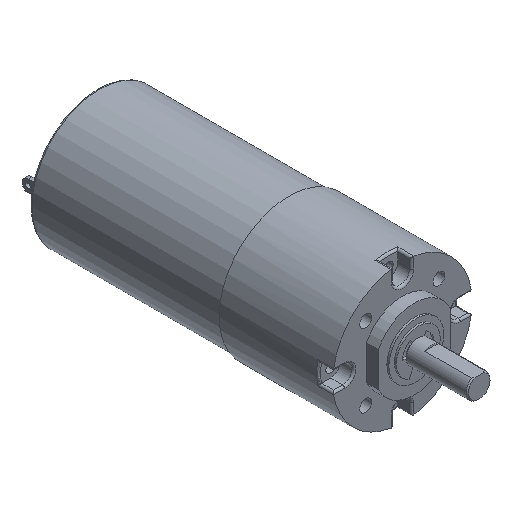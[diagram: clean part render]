
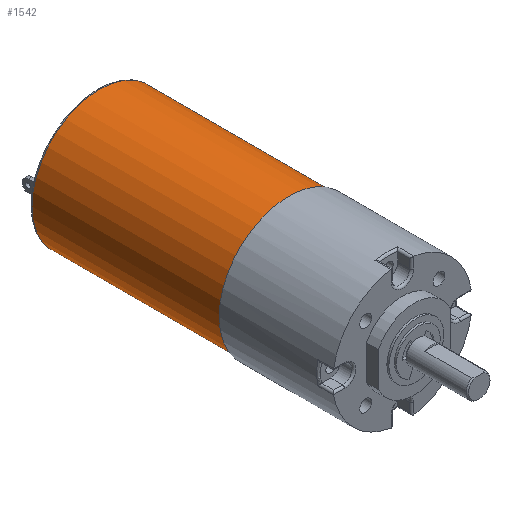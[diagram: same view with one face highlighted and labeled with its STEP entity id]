
A CAD part, isometric view. The second image highlights one B-rep face of the part: STEP entity #1542.
In plain terms, the highlighted cylindrical face has radius 17 mm (diameter 34 mm), a full revolution.
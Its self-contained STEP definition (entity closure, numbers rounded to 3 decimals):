
#1511=CARTESIAN_POINT('',(17.0,76.0,0.));
#1512=VERTEX_POINT('',#1511);
#1513=CARTESIAN_POINT('',(0.0,76.0,0.0));
#1514=DIRECTION('',(0.0,1.0,0.0));
#1515=DIRECTION('',(-1.0,0.0,0.0));
#1516=AXIS2_PLACEMENT_3D('',#1513,#1514,#1515);
#1517=CIRCLE('',#1516,17.0);
#1518=EDGE_CURVE('',#1512,#1512,#1517,.T.);
#1523=CARTESIAN_POINT('',(0.0,28.5,0.0));
#1524=DIRECTION('',(0.0,1.0,0.0));
#1525=DIRECTION('',(-1.0,0.0,0.0));
#1526=AXIS2_PLACEMENT_3D('',#1523,#1524,#1525);
#1527=CYLINDRICAL_SURFACE('',#1526,17.0);
#1528=CARTESIAN_POINT('',(17.0,28.5,0.));
#1529=VERTEX_POINT('',#1528);
#1530=CARTESIAN_POINT('',(0.0,28.5,0.0));
#1531=DIRECTION('',(0.0,-1.0,0.0));
#1532=DIRECTION('',(-1.0,0.0,0.0));
#1533=AXIS2_PLACEMENT_3D('',#1530,#1531,#1532);
#1534=CIRCLE('',#1533,17.0);
#1535=EDGE_CURVE('',#1529,#1529,#1534,.T.);
#1536=ORIENTED_EDGE('',*,*,#1535,.F.);
#1537=EDGE_LOOP('',(#1536));
#1538=FACE_OUTER_BOUND('',#1537,.T.);
#1539=ORIENTED_EDGE('',*,*,#1518,.F.);
#1540=EDGE_LOOP('',(#1539));
#1541=FACE_BOUND('',#1540,.T.);
#1542=ADVANCED_FACE('',(#1538,#1541),#1527,.T.);
